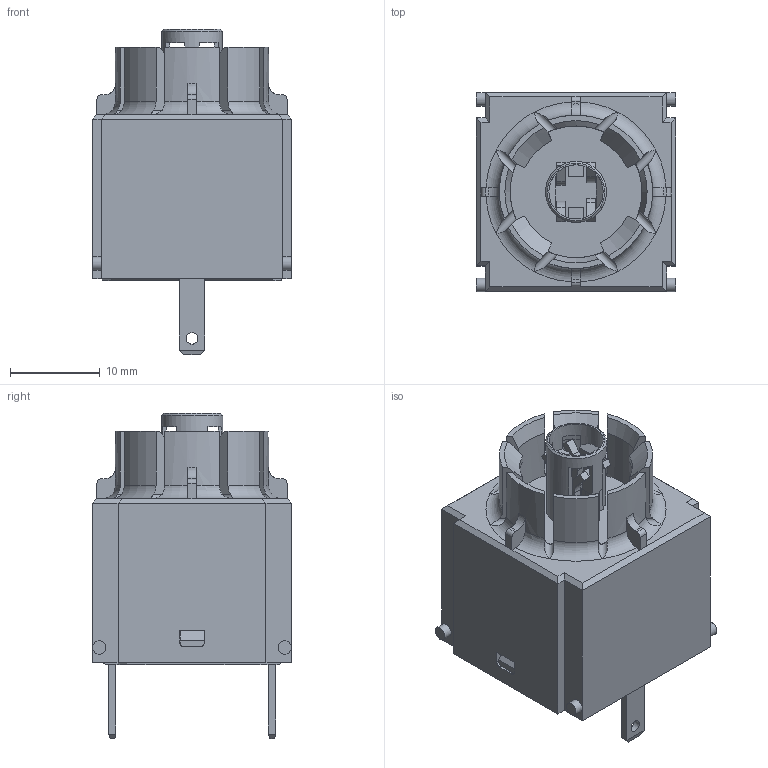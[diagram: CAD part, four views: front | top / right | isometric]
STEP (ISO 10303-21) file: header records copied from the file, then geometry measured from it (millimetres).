
FILE_DESCRIPTION(/* description */ (''),/* implementation_level */ '2;1');
FILE_NAME(/* name */ 'BL4_ipt.stp',/* time_stamp */ '2018-06-18T08:37:37+02:00',/* author */ ('ahoffmann'),/* organization */ (''),/* preprocessor_version */ 'ST-DEVELOPER v16.1',/* originating_system */ 'Autodesk Inventor 2016',/* authorisation */ '');
FILE_SCHEMA (('AUTOMOTIVE_DESIGN { 1 0 10303 214 3 1 1 }'));
Length unit declared in the file: centimetre
Products named in the file (1): BL4_vereinfacht
Bounding box: 22.2 x 22.2 x 36.25 mm (x, y, z)
Volume: 9403.5 mm3; surface area: 4535.1 mm2
Topology: 1 solids, 1 shells, 1160 faces, 3376 edges, 2235 vertices
Faces by surface type: plane 1070, cylinder 61, torus 20, cone 9
Full cylindrical faces by diameter (mm): 1.3 x2, 1.5 x4, 6.05 x1, 6.8 x1, 14.7 x1
Entity records: 38003 total; most frequent: CARTESIAN_POINT 7392, ORIENTED_EDGE 6718, DIRECTION 5753, EDGE_CURVE 3359, LINE 3095, VECTOR 3095, VERTEX_POINT 2228, AXIS2_PLACEMENT_3D 1329
